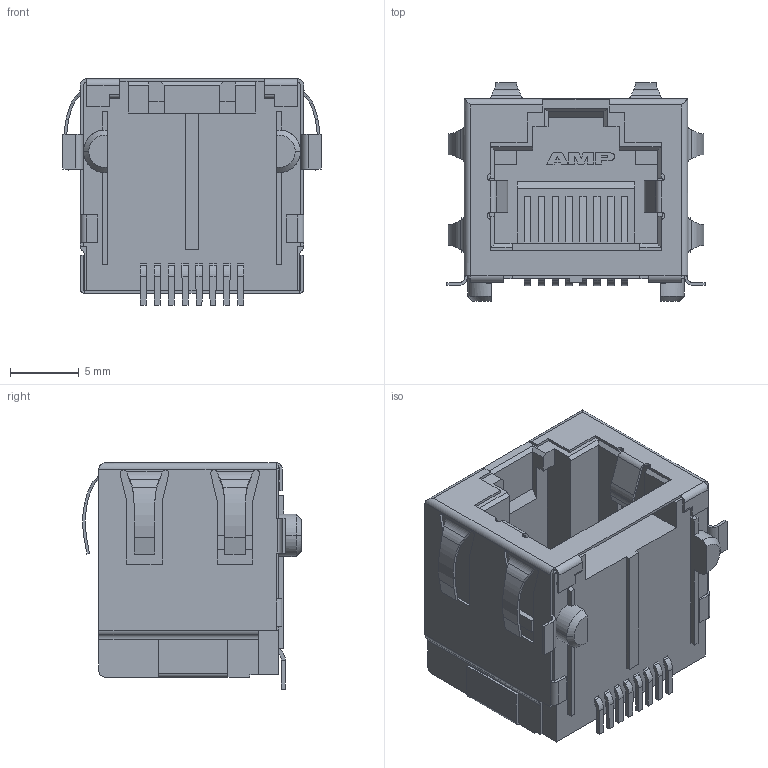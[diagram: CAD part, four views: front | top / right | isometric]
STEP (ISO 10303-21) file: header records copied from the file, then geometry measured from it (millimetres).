
FILE_DESCRIPTION(('STEP AP242'),'1');
FILE_NAME('6339160-1.stp','2022-08-26T17:58:13',('TraceParts'),('TraceParts S.A.'),'Spatial InterOp 3D',' ',' ');
FILE_SCHEMA(('AP242_MANAGED_MODEL_BASED_3D_ENGINEERING_MIM_LF {1 0 10303 442 1 1 4}'));
Length unit declared in the file: millimetre
Products named in the file (1): 6339160-1
Bounding box: 18.8 x 15.92 x 16.48 mm (x, y, z)
Volume: 2149.9 mm3; surface area: 2352.9 mm2
Topology: 1 solids, 1 shells, 567 faces, 1510 edges, 958 vertices
Faces by surface type: plane 374, cylinder 135, bspline 52, cone 4, extrusion 2
Entity records: 21107 total; most frequent: CARTESIAN_POINT 7196, ORIENTED_EDGE 3020, DIRECTION 2648, EDGE_CURVE 1510, VECTOR 1148, LINE 1146, VERTEX_POINT 958, AXIS2_PLACEMENT_3D 750
